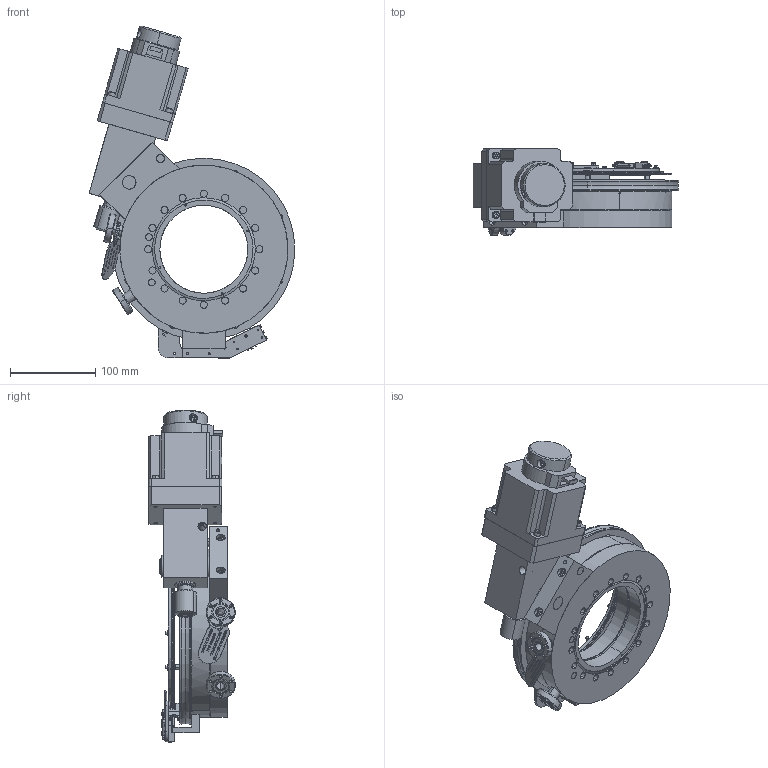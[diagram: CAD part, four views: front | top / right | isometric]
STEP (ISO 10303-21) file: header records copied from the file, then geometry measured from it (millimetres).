
FILE_DESCRIPTION (( 'STEP AP214' ), '1' );
FILE_NAME ('SN102690-08, RNN-400_TM_MS_LS-360_EDR_ZPI, AP214.STEP', '2021-03-16T16:51:13', ( '' ), ( '' ), 'SwSTEP 2.0', 'SolidWorks 2010', '' );
FILE_SCHEMA (( 'AUTOMOTIVE_DESIGN' ));
Length unit declared in the file: inch
Products named in the file (1): SN102690-08, RNN-400_TM_MS_LS-360_EDR_ZPI, AP214
Bounding box: 241.11 x 101.12 x 388.98 mm (x, y, z)
Surface area: 366758.1 mm2 (no closed solid volume)
Topology: 0 solids, 172 shells, 1418 faces, 7569 edges, 5898 vertices
Faces by surface type: plane 806, cylinder 447, cone 126, torus 22, sphere 12, bspline 5
Entity records: 100059 total; most frequent: CARTESIAN_POINT 22637, DIRECTION 12275, ORIENTED_EDGE 10504, EDGE_CURVE 7543, VERTEX_POINT 5898, LINE 4859, VECTOR 4859, AXIS2_PLACEMENT_3D 3708
